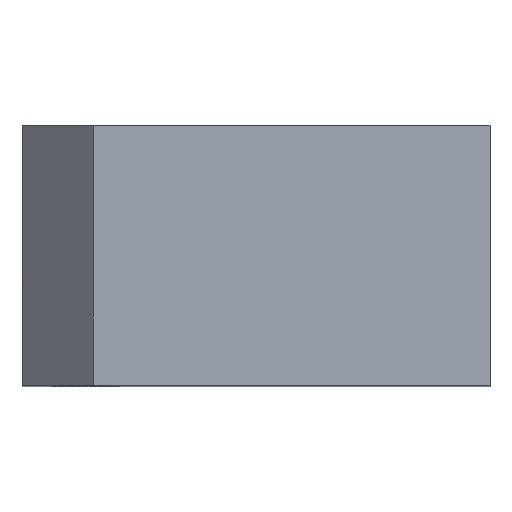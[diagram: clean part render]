
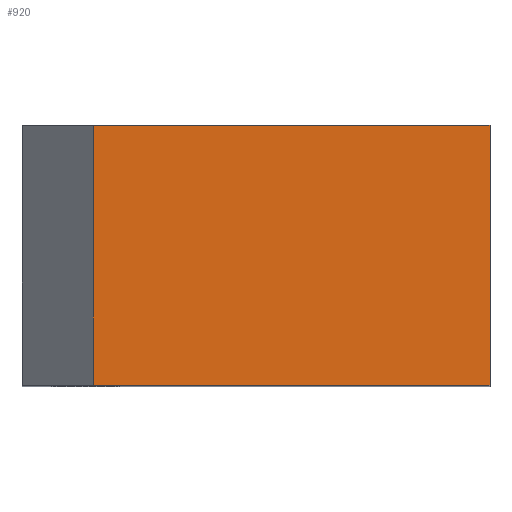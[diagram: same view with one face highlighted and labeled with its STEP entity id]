
A CAD part, top view. The second image highlights one B-rep face of the part: STEP entity #920.
In plain terms, the highlighted planar face has unit normal (0, 0, 1).
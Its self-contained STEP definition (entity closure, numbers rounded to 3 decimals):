
#857=CARTESIAN_POINT('',(-2.389,-1.905,12.6));
#858=VERTEX_POINT('',#857);
#865=CARTESIAN_POINT('',(-2.389,1.905,12.6));
#866=VERTEX_POINT('',#865);
#867=CARTESIAN_POINT('',(-2.389,1.905,12.6));
#868=DIRECTION('',(0.0,-1.0,0.0));
#869=VECTOR('',#868,3.81);
#870=LINE('',#867,#869);
#871=EDGE_CURVE('',#866,#858,#870,.T.);
#890=CARTESIAN_POINT('',(-2.389,1.905,12.6));
#891=DIRECTION('',(0.0,0.0,1.0));
#892=DIRECTION('',(1.0,0.0,0.0));
#893=AXIS2_PLACEMENT_3D('',#890,#891,#892);
#894=PLANE('',#893);
#895=CARTESIAN_POINT('',(3.43,-1.905,12.6));
#896=VERTEX_POINT('',#895);
#897=CARTESIAN_POINT('',(-2.389,-1.905,12.6));
#898=DIRECTION('',(1.0,0.0,0.0));
#899=VECTOR('',#898,5.819);
#900=LINE('',#897,#899);
#901=EDGE_CURVE('',#858,#896,#900,.T.);
#902=ORIENTED_EDGE('',*,*,#901,.T.);
#903=CARTESIAN_POINT('',(3.43,1.905,12.6));
#904=VERTEX_POINT('',#903);
#905=CARTESIAN_POINT('',(3.43,1.905,12.6));
#906=DIRECTION('',(0.0,-1.0,0.0));
#907=VECTOR('',#906,3.81);
#908=LINE('',#905,#907);
#909=EDGE_CURVE('',#904,#896,#908,.T.);
#910=ORIENTED_EDGE('',*,*,#909,.F.);
#911=CARTESIAN_POINT('',(3.43,1.905,12.6));
#912=DIRECTION('',(-1.0,0.0,0.0));
#913=VECTOR('',#912,5.819);
#914=LINE('',#911,#913);
#915=EDGE_CURVE('',#904,#866,#914,.T.);
#916=ORIENTED_EDGE('',*,*,#915,.T.);
#917=ORIENTED_EDGE('',*,*,#871,.T.);
#918=EDGE_LOOP('',(#902,#910,#916,#917));
#919=FACE_OUTER_BOUND('',#918,.T.);
#920=ADVANCED_FACE('',(#919),#894,.T.);
